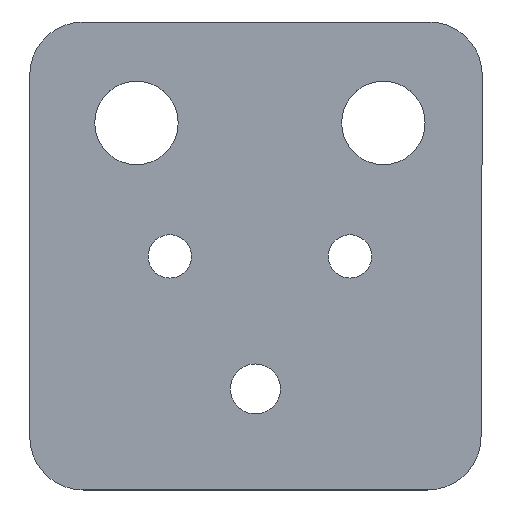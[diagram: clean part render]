
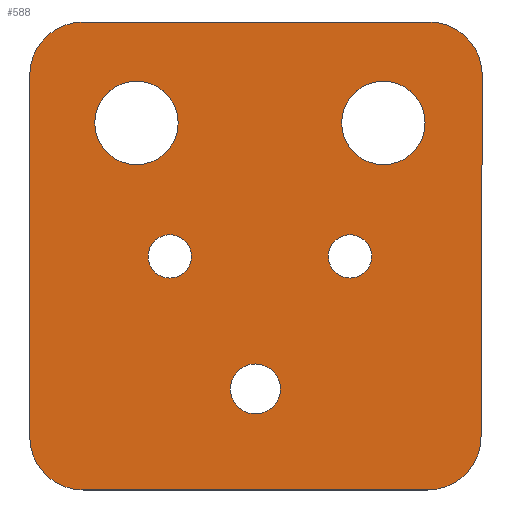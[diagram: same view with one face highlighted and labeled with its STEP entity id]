
A CAD part, top view. The second image highlights one B-rep face of the part: STEP entity #588.
In plain terms, the highlighted planar face has unit normal (0, 0, 1).
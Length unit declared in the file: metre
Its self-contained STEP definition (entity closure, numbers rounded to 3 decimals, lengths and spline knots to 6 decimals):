
#32=LINE('',#886,#84);
#33=LINE('',#890,#85);
#34=LINE('',#894,#86);
#35=LINE('',#898,#87);
#84=VECTOR('',#713,1.);
#85=VECTOR('',#716,1.);
#86=VECTOR('',#719,1.);
#87=VECTOR('',#722,1.);
#136=ORIENTED_EDGE('',*,*,#288,.T.);
#137=ORIENTED_EDGE('',*,*,#289,.T.);
#138=ORIENTED_EDGE('',*,*,#290,.T.);
#139=ORIENTED_EDGE('',*,*,#291,.T.);
#140=ORIENTED_EDGE('',*,*,#292,.T.);
#141=ORIENTED_EDGE('',*,*,#293,.F.);
#142=ORIENTED_EDGE('',*,*,#294,.F.);
#143=ORIENTED_EDGE('',*,*,#295,.F.);
#144=ORIENTED_EDGE('',*,*,#296,.T.);
#145=ORIENTED_EDGE('',*,*,#297,.F.);
#146=ORIENTED_EDGE('',*,*,#298,.T.);
#147=ORIENTED_EDGE('',*,*,#299,.F.);
#148=ORIENTED_EDGE('',*,*,#300,.F.);
#288=EDGE_CURVE('',#364,#364,#420,.T.);
#289=EDGE_CURVE('',#365,#365,#421,.T.);
#290=EDGE_CURVE('',#366,#366,#422,.T.);
#291=EDGE_CURVE('',#367,#367,#423,.T.);
#292=EDGE_CURVE('',#368,#368,#424,.T.);
#293=EDGE_CURVE('',#369,#370,#425,.T.);
#294=EDGE_CURVE('',#371,#369,#32,.T.);
#295=EDGE_CURVE('',#372,#371,#426,.T.);
#296=EDGE_CURVE('',#372,#373,#33,.T.);
#297=EDGE_CURVE('',#374,#373,#427,.T.);
#298=EDGE_CURVE('',#374,#375,#34,.T.);
#299=EDGE_CURVE('',#376,#375,#428,.T.);
#300=EDGE_CURVE('',#370,#376,#35,.T.);
#364=VERTEX_POINT('',#874);
#365=VERTEX_POINT('',#876);
#366=VERTEX_POINT('',#878);
#367=VERTEX_POINT('',#880);
#368=VERTEX_POINT('',#882);
#369=VERTEX_POINT('',#884);
#370=VERTEX_POINT('',#885);
#371=VERTEX_POINT('',#887);
#372=VERTEX_POINT('',#889);
#373=VERTEX_POINT('',#891);
#374=VERTEX_POINT('',#893);
#375=VERTEX_POINT('',#895);
#376=VERTEX_POINT('',#897);
#420=CIRCLE('',#638,0.00625);
#421=CIRCLE('',#639,0.00625);
#422=CIRCLE('',#640,0.00325);
#423=CIRCLE('',#641,0.00325);
#424=CIRCLE('',#642,0.00375);
#425=CIRCLE('',#643,0.008);
#426=CIRCLE('',#644,0.008);
#427=CIRCLE('',#645,0.008);
#428=CIRCLE('',#646,0.008);
#444=EDGE_LOOP('',(#136));
#445=EDGE_LOOP('',(#137));
#446=EDGE_LOOP('',(#138));
#447=EDGE_LOOP('',(#139));
#448=EDGE_LOOP('',(#140));
#449=EDGE_LOOP('',(#141,#142,#143,#144,#145,#146,#147,#148));
#504=FACE_BOUND('',#444,.T.);
#505=FACE_BOUND('',#445,.T.);
#506=FACE_BOUND('',#446,.T.);
#507=FACE_BOUND('',#447,.T.);
#508=FACE_BOUND('',#448,.T.);
#509=FACE_BOUND('',#449,.T.);
#564=PLANE('',#637);
#588=ADVANCED_FACE('',(#504,#505,#506,#507,#508,#509),#564,.T.);
#637=AXIS2_PLACEMENT_3D('',#872,#699,#700);
#638=AXIS2_PLACEMENT_3D('',#873,#701,#702);
#639=AXIS2_PLACEMENT_3D('',#875,#703,#704);
#640=AXIS2_PLACEMENT_3D('',#877,#705,#706);
#641=AXIS2_PLACEMENT_3D('',#879,#707,#708);
#642=AXIS2_PLACEMENT_3D('',#881,#709,#710);
#643=AXIS2_PLACEMENT_3D('',#883,#711,#712);
#644=AXIS2_PLACEMENT_3D('',#888,#714,#715);
#645=AXIS2_PLACEMENT_3D('',#892,#717,#718);
#646=AXIS2_PLACEMENT_3D('',#896,#720,#721);
#699=DIRECTION('',(0.,0.,1.));
#700=DIRECTION('',(1.,0.,0.));
#701=DIRECTION('',(0.,0.,-1.));
#702=DIRECTION('',(-1.,0.,0.));
#703=DIRECTION('',(0.,0.,-1.));
#704=DIRECTION('',(-1.,0.,0.));
#705=DIRECTION('',(0.,0.,-1.));
#706=DIRECTION('',(-1.,0.,0.));
#707=DIRECTION('',(0.,0.,-1.));
#708=DIRECTION('',(-1.,0.,0.));
#709=DIRECTION('',(0.,0.,-1.));
#710=DIRECTION('',(-1.,0.,0.));
#711=DIRECTION('',(0.,0.,-1.));
#712=DIRECTION('',(-0.707,0.707,0.));
#713=DIRECTION('',(0.,1.,0.));
#714=DIRECTION('',(0.,0.,-1.));
#715=DIRECTION('',(-0.707,-0.707,0.));
#716=DIRECTION('',(1.,0.,0.));
#717=DIRECTION('',(0.,0.,-1.));
#718=DIRECTION('',(0.706,-0.708,0.));
#719=DIRECTION('',(0.003,1.,0.));
#720=DIRECTION('',(0.,0.,-1.));
#721=DIRECTION('',(0.708,0.706,0.));
#722=DIRECTION('',(1.,0.,0.));
#872=CARTESIAN_POINT('',(0.059909,0.07,0.262072));
#873=CARTESIAN_POINT('',(0.075,0.095,0.262072));
#874=CARTESIAN_POINT('',(0.06875,0.095,0.262072));
#875=CARTESIAN_POINT('',(0.038,0.095,0.262072));
#876=CARTESIAN_POINT('',(0.03175,0.095,0.262072));
#877=CARTESIAN_POINT('',(0.043,0.075,0.262072));
#878=CARTESIAN_POINT('',(0.03975,0.075,0.262072));
#879=CARTESIAN_POINT('',(0.07,0.075,0.262072));
#880=CARTESIAN_POINT('',(0.06675,0.075,0.262072));
#881=CARTESIAN_POINT('',(0.055821,0.055137,0.262072));
#882=CARTESIAN_POINT('',(0.052071,0.055137,0.262072));
#883=CARTESIAN_POINT('',(0.03,0.102126,0.262072));
#884=CARTESIAN_POINT('',(0.022,0.102126,0.262072));
#885=CARTESIAN_POINT('',(0.03,0.110126,0.262072));
#886=CARTESIAN_POINT('',(0.022,0.085,0.262072));
#887=CARTESIAN_POINT('',(0.022,0.048,0.262072));
#888=CARTESIAN_POINT('',(0.03,0.048,0.262072));
#889=CARTESIAN_POINT('',(0.03,0.04,0.262072));
#890=CARTESIAN_POINT('',(0.09,0.04,0.262072));
#891=CARTESIAN_POINT('',(0.081641,0.04,0.262072));
#892=CARTESIAN_POINT('',(0.081641,0.048,0.262072));
#893=CARTESIAN_POINT('',(0.089641,0.047973,0.262072));
#894=CARTESIAN_POINT('',(0.089244,-0.069197,0.262072));
#895=CARTESIAN_POINT('',(0.089825,0.102099,0.262072));
#896=CARTESIAN_POINT('',(0.081825,0.102126,0.262072));
#897=CARTESIAN_POINT('',(0.081825,0.110126,0.262072));
#898=CARTESIAN_POINT('',(0.074863,0.110126,0.262072));
